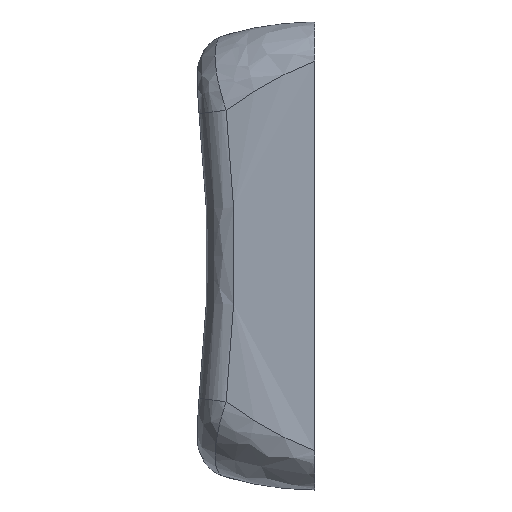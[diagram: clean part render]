
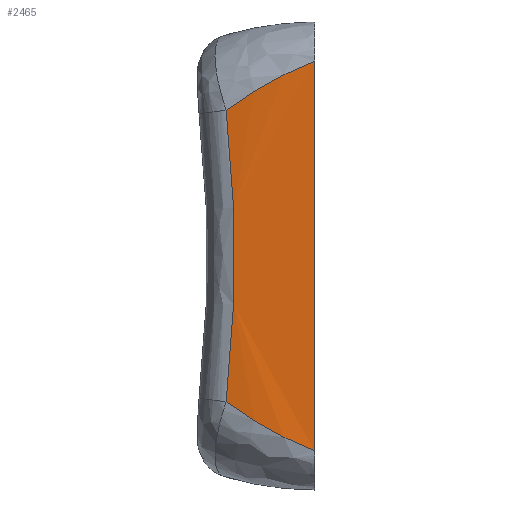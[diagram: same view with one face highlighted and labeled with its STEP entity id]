
A CAD part, left-side view. The second image highlights one B-rep face of the part: STEP entity #2465.
In plain terms, the highlighted free-form (B-spline) face has degree [1, 2] with [2, 3] control points.
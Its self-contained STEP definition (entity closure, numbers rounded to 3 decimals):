
#138=LINE('',#4190,#382);
#382=VECTOR('',#2760,10.);
#624=(
BOUNDED_SURFACE()
B_SPLINE_SURFACE(1,2,((#4173,#4174,#4175),(#4176,#4177,#4178)),
 .UNSPECIFIED.,.F.,.F.,.F.)
B_SPLINE_SURFACE_WITH_KNOTS((2,2),(3,3),(-0.287,0.287),
(-0.164,0.),.UNSPECIFIED.)
GEOMETRIC_REPRESENTATION_ITEM()
RATIONAL_B_SPLINE_SURFACE(((1.,0.997,1.),(1.,0.997,
1.)))
REPRESENTATION_ITEM('')
SURFACE()
);
#659=FACE_OUTER_BOUND('',#800,.T.);
#800=EDGE_LOOP('',(#1767,#1768,#1769,#1770,#1771,#1772));
#1000=B_SPLINE_CURVE_WITH_KNOTS('',3,(#4146,#4147,#4148,#4149),
 .UNSPECIFIED.,.F.,.F.,(4,4),(0.,0.256),
 .UNSPECIFIED.);
#1001=B_SPLINE_CURVE_WITH_KNOTS('',3,(#4151,#4152,#4153,#4154),
 .UNSPECIFIED.,.F.,.F.,(4,4),(0.256,0.385),
 .UNSPECIFIED.);
#1004=B_SPLINE_CURVE_WITH_KNOTS('',3,(#4181,#4182,#4183,#4184),
 .UNSPECIFIED.,.F.,.F.,(4,4),(0.033,0.162),
 .UNSPECIFIED.);
#1005=B_SPLINE_CURVE_WITH_KNOTS('',3,(#4185,#4186,#4187,#4188),
 .UNSPECIFIED.,.F.,.F.,(4,4),(-1.116,0.),.UNSPECIFIED.);
#1006=B_SPLINE_CURVE_WITH_KNOTS('',3,(#4191,#4192,#4193,#4194),
 .UNSPECIFIED.,.F.,.F.,(4,4),(0.162,0.418),
 .UNSPECIFIED.);
#1106=VERTEX_POINT('',#4137);
#1107=VERTEX_POINT('',#4145);
#1108=VERTEX_POINT('',#4150);
#1110=VERTEX_POINT('',#4179);
#1111=VERTEX_POINT('',#4180);
#1112=VERTEX_POINT('',#4189);
#1361=EDGE_CURVE('',#1106,#1107,#1000,.T.);
#1362=EDGE_CURVE('',#1107,#1108,#1001,.T.);
#1365=EDGE_CURVE('',#1110,#1111,#1004,.T.);
#1366=EDGE_CURVE('',#1108,#1110,#1005,.T.);
#1367=EDGE_CURVE('',#1112,#1106,#138,.T.);
#1368=EDGE_CURVE('',#1111,#1112,#1006,.T.);
#1767=ORIENTED_EDGE('',*,*,#1365,.F.);
#1768=ORIENTED_EDGE('',*,*,#1366,.F.);
#1769=ORIENTED_EDGE('',*,*,#1362,.F.);
#1770=ORIENTED_EDGE('',*,*,#1361,.F.);
#1771=ORIENTED_EDGE('',*,*,#1367,.F.);
#1772=ORIENTED_EDGE('',*,*,#1368,.F.);
#2465=ADVANCED_FACE('',(#659),#624,.F.);
#2760=DIRECTION('',(0.,0.,-1.));
#4137=CARTESIAN_POINT('',(-11.188,3.5,-7.45));
#4145=CARTESIAN_POINT('',(-11.028,5.8,-6.305));
#4146=CARTESIAN_POINT('Ctrl Pts',(-11.188,3.5,-7.45));
#4147=CARTESIAN_POINT('Ctrl Pts',(-11.188,4.291,-7.144));
#4148=CARTESIAN_POINT('Ctrl Pts',(-11.129,5.065,-6.758));
#4149=CARTESIAN_POINT('Ctrl Pts',(-11.027,5.8,-6.305));
#4150=CARTESIAN_POINT('',(-10.841,6.882,-5.571));
#4151=CARTESIAN_POINT('Ctrl Pts',(-11.027,5.8,-6.305));
#4152=CARTESIAN_POINT('Ctrl Pts',(-10.975,6.171,-6.077));
#4153=CARTESIAN_POINT('Ctrl Pts',(-10.913,6.533,-5.832));
#4154=CARTESIAN_POINT('Ctrl Pts',(-10.841,6.882,-5.571));
#4173=CARTESIAN_POINT('Ctrl Pts',(-10.841,6.882,-7.45));
#4174=CARTESIAN_POINT('Ctrl Pts',(-11.188,5.202,-7.45));
#4175=CARTESIAN_POINT('Ctrl Pts',(-11.188,3.5,-7.45));
#4176=CARTESIAN_POINT('Ctrl Pts',(-10.841,6.882,7.45));
#4177=CARTESIAN_POINT('Ctrl Pts',(-11.188,5.202,7.45));
#4178=CARTESIAN_POINT('Ctrl Pts',(-11.188,3.5,7.45));
#4179=CARTESIAN_POINT('',(-10.841,6.882,5.571));
#4180=CARTESIAN_POINT('',(-11.028,5.8,6.305));
#4181=CARTESIAN_POINT('Ctrl Pts',(-10.841,6.882,5.571));
#4182=CARTESIAN_POINT('Ctrl Pts',(-10.913,6.533,5.831));
#4183=CARTESIAN_POINT('Ctrl Pts',(-10.975,6.171,6.077));
#4184=CARTESIAN_POINT('Ctrl Pts',(-11.027,5.8,6.305));
#4185=CARTESIAN_POINT('Ctrl Pts',(-10.841,6.882,-5.571));
#4186=CARTESIAN_POINT('Ctrl Pts',(-10.928,6.456,-1.872));
#4187=CARTESIAN_POINT('Ctrl Pts',(-10.928,6.456,1.872));
#4188=CARTESIAN_POINT('Ctrl Pts',(-10.841,6.882,5.571));
#4189=CARTESIAN_POINT('',(-11.188,3.5,7.45));
#4190=CARTESIAN_POINT('',(-11.188,3.5,0.));
#4191=CARTESIAN_POINT('Ctrl Pts',(-11.027,5.8,6.305));
#4192=CARTESIAN_POINT('Ctrl Pts',(-11.129,5.065,6.758));
#4193=CARTESIAN_POINT('Ctrl Pts',(-11.188,4.291,7.144));
#4194=CARTESIAN_POINT('Ctrl Pts',(-11.188,3.5,7.45));
